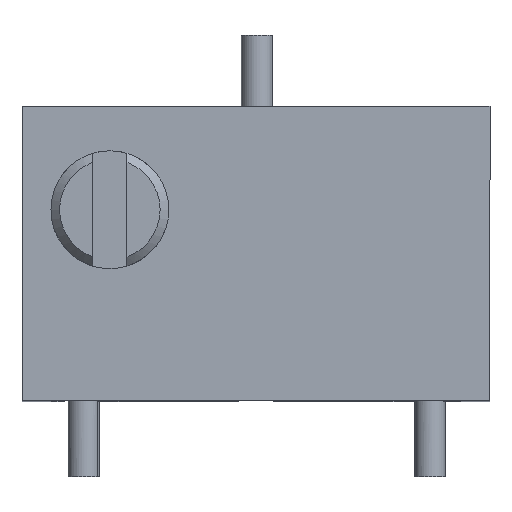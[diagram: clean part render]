
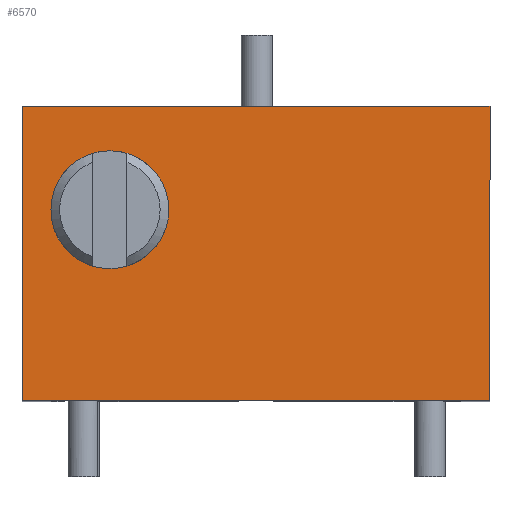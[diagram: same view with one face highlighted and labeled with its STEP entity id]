
A CAD part, top view. The second image highlights one B-rep face of the part: STEP entity #6570.
In plain terms, the highlighted free-form (B-spline) face has degree [1, 1] with [2, 2] control points.
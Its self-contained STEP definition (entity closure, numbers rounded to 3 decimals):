
#6469=CARTESIAN_POINT('',(3.417,-2.135,7.44));
#6470=VERTEX_POINT('',#6469);
#6477=CARTESIAN_POINT('',(-3.443,-2.135,7.44));
#6478=VERTEX_POINT('',#6477);
#6479=CARTESIAN_POINT('',(-3.443,-2.135,7.44));
#6480=DIRECTION('',(1.0,0.0,0.0));
#6481=VECTOR('',#6480,6.86);
#6482=LINE('',#6479,#6481);
#6483=EDGE_CURVE('',#6478,#6470,#6482,.T.);
#6511=CARTESIAN_POINT('',(-3.443,2.185,7.44));
#6512=VERTEX_POINT('',#6511);
#6519=CARTESIAN_POINT('',(3.417,2.185,7.44));
#6520=VERTEX_POINT('',#6519);
#6521=CARTESIAN_POINT('',(3.417,2.185,7.44));
#6522=DIRECTION('',(-1.0,0.0,0.0));
#6523=VECTOR('',#6522,6.86);
#6524=LINE('',#6521,#6523);
#6525=EDGE_CURVE('',#6520,#6512,#6524,.T.);
#6542=CARTESIAN_POINT('',(3.417,-2.135,7.44));
#6543=DIRECTION('',(0.0,1.0,0.0));
#6544=VECTOR('',#6543,4.32);
#6545=LINE('',#6542,#6544);
#6546=EDGE_CURVE('',#6470,#6520,#6545,.T.);
#6554=CARTESIAN_POINT('',(-3.443,-2.135,7.44));
#6555=CARTESIAN_POINT('',(-3.443,2.185,7.44));
#6556=CARTESIAN_POINT('',(3.417,-2.135,7.44));
#6557=CARTESIAN_POINT('',(3.417,2.185,7.44));
#6558=B_SPLINE_SURFACE_WITH_KNOTS('',1,1,((#6554,#6556),(#6555,#6557)),.UNSPECIFIED.,.F.,.F.,.U.,(2,2),(2,2),(0.0,4.32),(0.0,6.86),.UNSPECIFIED.);
#6559=CARTESIAN_POINT('',(-3.443,-2.135,7.44));
#6560=DIRECTION('',(0.0,1.0,0.0));
#6561=VECTOR('',#6560,4.32);
#6562=LINE('',#6559,#6561);
#6563=EDGE_CURVE('',#6478,#6512,#6562,.T.);
#6564=ORIENTED_EDGE('',*,*,#6563,.F.);
#6565=ORIENTED_EDGE('',*,*,#6483,.T.);
#6566=ORIENTED_EDGE('',*,*,#6546,.T.);
#6567=ORIENTED_EDGE('',*,*,#6525,.T.);
#6568=EDGE_LOOP('',(#6564,#6565,#6566,#6567));
#6569=FACE_OUTER_BOUND('',#6568,.T.);
#6570=ADVANCED_FACE('',(#6569),#6558,.F.);
